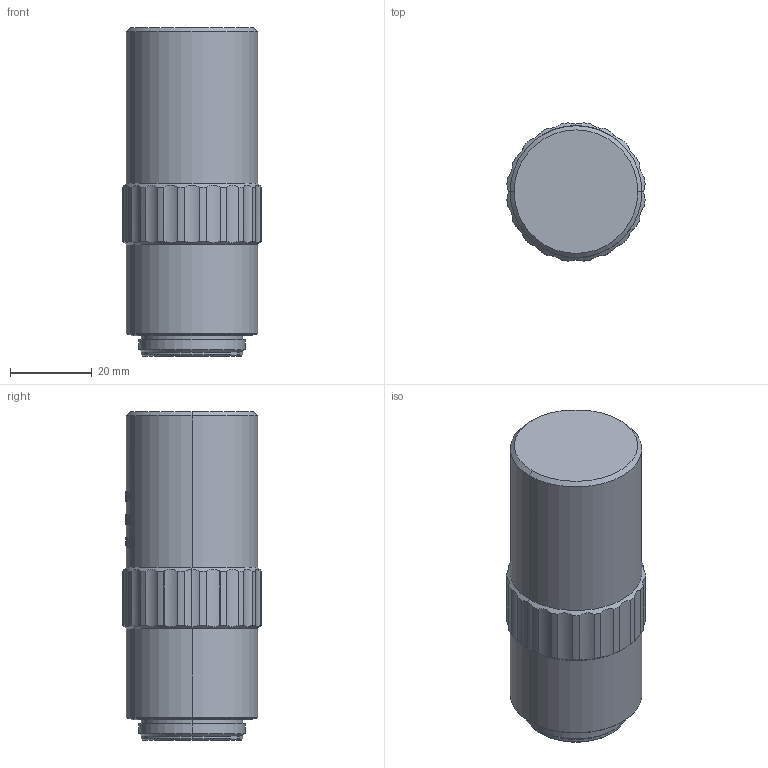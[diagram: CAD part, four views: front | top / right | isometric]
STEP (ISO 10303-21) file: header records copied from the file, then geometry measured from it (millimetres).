
FILE_DESCRIPTION (( 'STEP AP203' ), '1' );
FILE_NAME ('690059.step', '2025-04-14T08:43:30', ( 'MSI' ), ( '' ), 'SwSTEP 2.0', 'SolidWorks 2020', '' );
FILE_SCHEMA (( 'CONFIG_CONTROL_DESIGN' ));
Length unit declared in the file: millimetre
Products named in the file (1): 690059
Bounding box: 33.81 x 33.81 x 80.2 mm (x, y, z)
Volume: 64753.6 mm3; surface area: 9763.9 mm2
Topology: 1 solids, 1 shells, 402 faces, 1055 edges, 698 vertices
Faces by surface type: bspline 188, plane 107, cylinder 93, cone 14
Entity records: 34772 total; most frequent: CARTESIAN_POINT 26426, ORIENTED_EDGE 2110, EDGE_CURVE 1055, DIRECTION 1027, VERTEX_POINT 698, B_SPLINE_CURVE_WITH_KNOTS 644, EDGE_LOOP 445, ADVANCED_FACE 402
